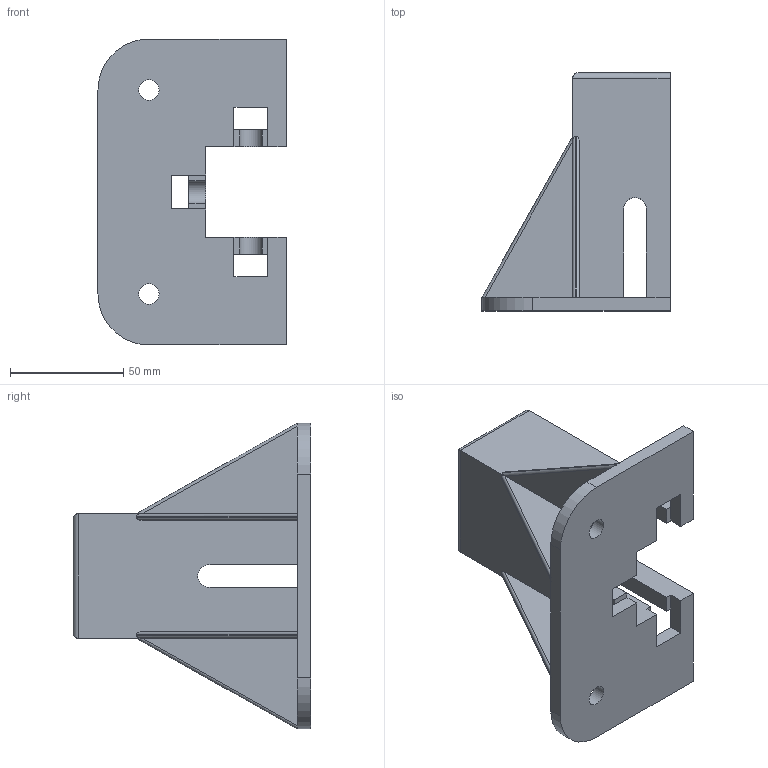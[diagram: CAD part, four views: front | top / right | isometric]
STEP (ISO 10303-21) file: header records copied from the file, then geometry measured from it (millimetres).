
FILE_DESCRIPTION(/* description */ ('BASE DI ANCORAGGIO 40X80'),/* implementation_level */ '2;1');
FILE_NAME(/* name */ 'CPDFS0000002.stp',/* time_stamp */ '2018-05-10T14:34:40+02:00',/* author */ ('fzagni'),/* organization */ (''),/* preprocessor_version */ 'ST-DEVELOPER v16.1',/* originating_system */ 'Autodesk Inventor 2016',/* authorisation */ '');
FILE_SCHEMA (('AUTOMOTIVE_DESIGN { 1 0 10303 214 3 1 1 }'));
Length unit declared in the file: millimetre
Products named in the file (1): 17.006.00
Bounding box: 83 x 105 x 135 mm (x, y, z)
Volume: 152693.3 mm3; surface area: 58182.5 mm2
Topology: 1 solids, 1 shells, 69 faces, 197 edges, 124 vertices
Faces by surface type: plane 51, cylinder 18
Full cylindrical faces by diameter (mm): 9 x2
Entity records: 2243 total; most frequent: ORIENTED_EDGE 390, CARTESIAN_POINT 389, DIRECTION 369, EDGE_CURVE 195, LINE 161, VECTOR 161, VERTEX_POINT 124, AXIS2_PLACEMENT_3D 104
